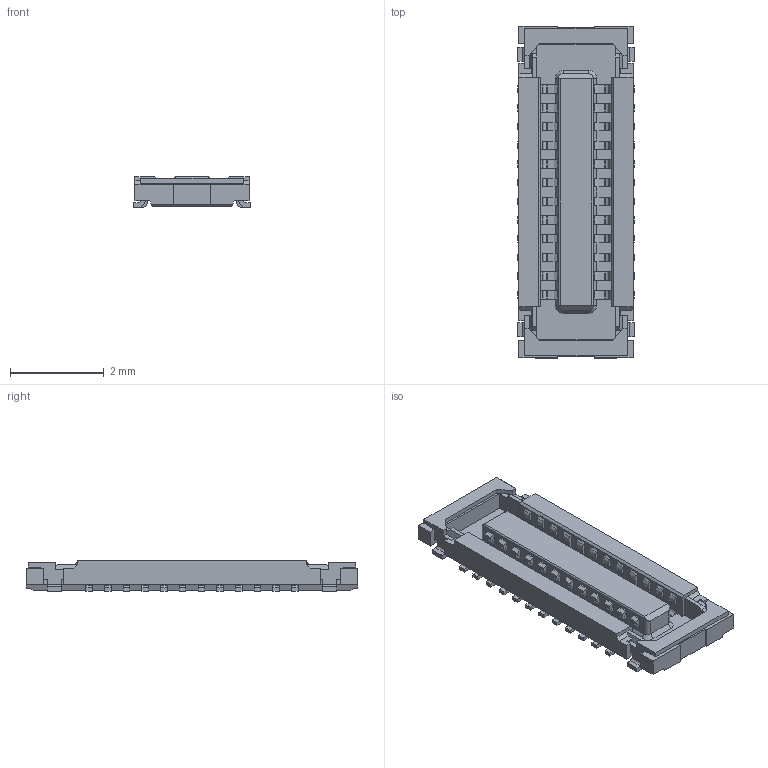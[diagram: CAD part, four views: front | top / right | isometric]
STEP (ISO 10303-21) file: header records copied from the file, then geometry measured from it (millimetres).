
FILE_DESCRIPTION(('FreeCAD Model'),'2;1');
FILE_NAME('Open CASCADE Shape Model','2022-08-24T15:28:40',( 'kicad StepUp'),('ksu MCAD'),'Open CASCADE STEP processor 7.5', 'FreeCAD','Unknown');
FILE_SCHEMA(('AUTOMOTIVE_DESIGN { 1 0 10303 214 1 1 1 1 }'));
Length unit declared in the file: millimetre
Products named in the file (3): 5055502420; Solid; Compound
Assembly tree (2 placements, depth 2):
  5055502420
    Solid
    Compound
Bounding box: 2.5 x 7.1 x 0.66 mm (x, y, z)
Volume: 7.1 mm3; surface area: 70.6 mm2
Topology: 1 solids, 1 shells, 913 faces, 2762 edges, 1980 vertices
Faces by surface type: plane 699, cylinder 206, cone 4, torus 4
Entity records: 66473 total; most frequent: CARTESIAN_POINT 12638, DIRECTION 10060, LINE 7216, VECTOR 7216, ORIENTED_EDGE 5300, PCURVE 5300, DEFINITIONAL_REPRESENTATION 5300, EDGE_CURVE 2650
